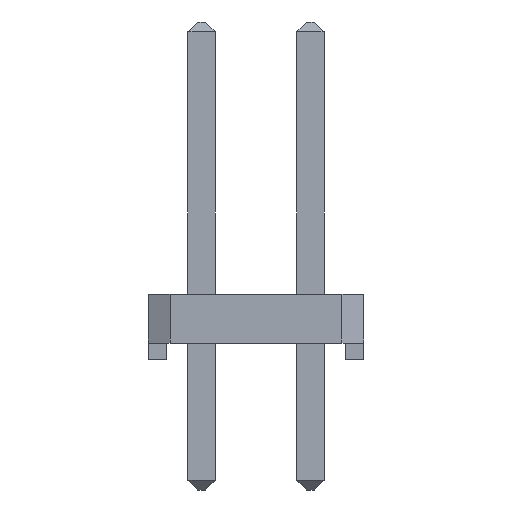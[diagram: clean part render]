
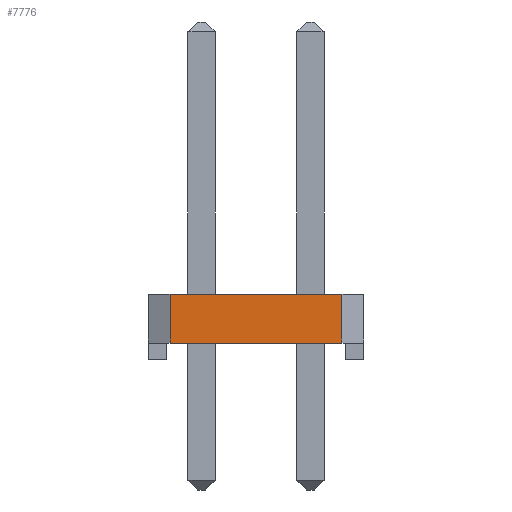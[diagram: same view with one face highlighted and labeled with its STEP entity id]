
A CAD part, left-side view. The second image highlights one B-rep face of the part: STEP entity #7776.
In plain terms, the highlighted planar face has unit normal (-1, 0, 0).
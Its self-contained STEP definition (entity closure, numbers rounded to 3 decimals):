
#7473=CARTESIAN_POINT('',(-8.89,-2.007,0.381));
#7474=VERTEX_POINT('',#7473);
#7481=CARTESIAN_POINT('',(-8.89,2.007,0.381));
#7482=VERTEX_POINT('',#7481);
#7483=CARTESIAN_POINT('',(-8.89,2.007,0.381));
#7484=DIRECTION('',(0.0,-1.0,0.0));
#7485=VECTOR('',#7484,4.013);
#7486=LINE('',#7483,#7485);
#7487=EDGE_CURVE('',#7482,#7474,#7486,.T.);
#7610=CARTESIAN_POINT('',(-8.89,-2.007,1.524));
#7611=VERTEX_POINT('',#7610);
#7618=CARTESIAN_POINT('',(-8.89,-2.007,1.524));
#7619=DIRECTION('',(0.0,0.0,-1.0));
#7620=VECTOR('',#7619,1.143);
#7621=LINE('',#7618,#7620);
#7622=EDGE_CURVE('',#7611,#7474,#7621,.T.);
#7742=CARTESIAN_POINT('',(-8.89,2.007,1.524));
#7743=VERTEX_POINT('',#7742);
#7744=CARTESIAN_POINT('',(-8.89,2.007,1.524));
#7745=DIRECTION('',(0.0,0.0,-1.0));
#7746=VECTOR('',#7745,1.143);
#7747=LINE('',#7744,#7746);
#7748=EDGE_CURVE('',#7743,#7482,#7747,.T.);
#7760=CARTESIAN_POINT('',(-8.89,2.007,1.524));
#7761=DIRECTION('',(-1.0,0.0,0.0));
#7762=DIRECTION('',(0.0,0.0,1.0));
#7763=AXIS2_PLACEMENT_3D('',#7760,#7761,#7762);
#7764=PLANE('',#7763);
#7765=ORIENTED_EDGE('',*,*,#7487,.T.);
#7766=ORIENTED_EDGE('',*,*,#7622,.F.);
#7767=CARTESIAN_POINT('',(-8.89,2.007,1.524));
#7768=DIRECTION('',(0.0,-1.0,0.0));
#7769=VECTOR('',#7768,4.013);
#7770=LINE('',#7767,#7769);
#7771=EDGE_CURVE('',#7743,#7611,#7770,.T.);
#7772=ORIENTED_EDGE('',*,*,#7771,.F.);
#7773=ORIENTED_EDGE('',*,*,#7748,.T.);
#7774=EDGE_LOOP('',(#7765,#7766,#7772,#7773));
#7775=FACE_OUTER_BOUND('',#7774,.T.);
#7776=ADVANCED_FACE('',(#7775),#7764,.T.);
